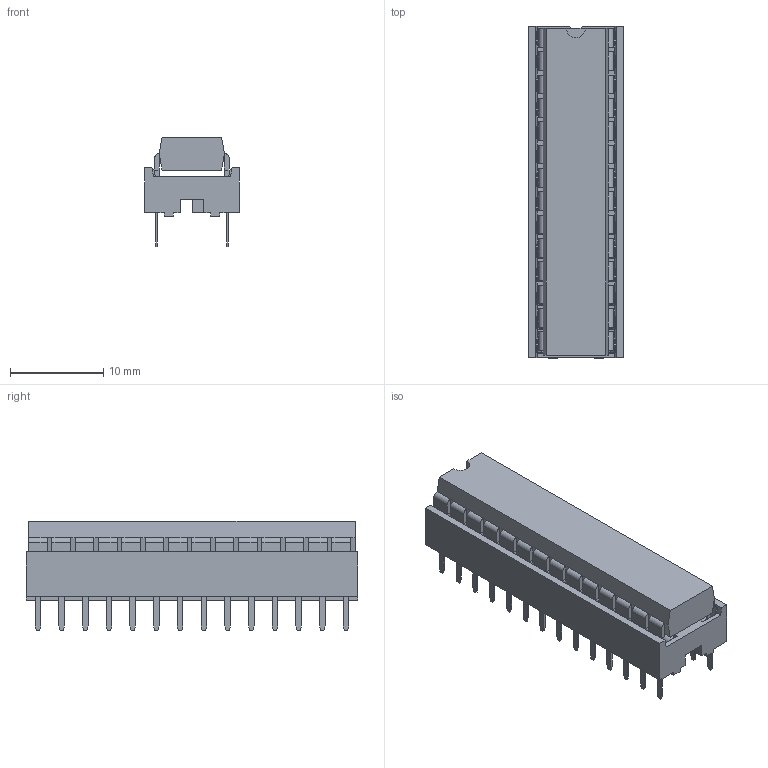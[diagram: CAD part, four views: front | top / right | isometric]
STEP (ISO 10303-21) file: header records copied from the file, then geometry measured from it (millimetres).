
FILE_DESCRIPTION(/* description */ (''),/* implementation_level */ '2;1');
FILE_NAME(/* name */ '',/* time_stamp */ '2024-10-19T16:31:59+09:00',/* author */ (''),/* organization */ (''),/* preprocessor_version */ 'ST-DEVELOPER v20',/* originating_system */ 'Autodesk Translation Framework v13.20.0.188',/* authorisation */ '');
FILE_SCHEMA (('AUTOMOTIVE_DESIGN { 1 0 10303 214 3 1 1 }'));
Length unit declared in the file: millimetre
Products named in the file (32): TJ3Bマイコン; DIP-28_W7.62mm_Leaf_Socket; Pin one L; Pin Clone L 02; Pin Clone L 03; Pin Clone L 04; Pin Clone L 05; Pin Clone L 06; Pin Clone L 07; Pin Clone L 08; Pin Clone L 09; Pin Clone L 10; Pin Clone L 11; Pin Clone L 12; Pin Clone L 13; Pin Clone L 14; Pin Clone R 15; Pin Clone R 16; Pin Clone R 17; Pin Clone R 18; Pin Clone R 19; Pin Clone R 20; Pin Clone R 21; Pin Clone R 22; Pin Clone R 23; Pin Clone R 24; Pin Clone R 25; Pin Clone R 26; Pin Clone R 27; Pin Clone R 28; Plastic Body; TJ3Bマイコン本体
Assembly tree (31 placements, depth 3):
  TJ3Bマイコン
    DIP-28_W7.62mm_Leaf_Socket
      Pin one L
      Pin Clone L 02
      Pin Clone L 03
      Pin Clone L 04
      Pin Clone L 05
      Pin Clone L 06
      Pin Clone L 07
      Pin Clone L 08
      Pin Clone L 09
      Pin Clone L 10
      Pin Clone L 11
      Pin Clone L 12
      Pin Clone L 13
      Pin Clone L 14
      Pin Clone R 15
      Pin Clone R 16
      Pin Clone R 17
      Pin Clone R 18
      Pin Clone R 19
      Pin Clone R 20
      Pin Clone R 21
      Pin Clone R 22
      Pin Clone R 23
      Pin Clone R 24
      Pin Clone R 25
      Pin Clone R 26
      Pin Clone R 27
      Pin Clone R 28
      Plastic Body
      TJ3Bマイコン本体
Bounding box: 10.16 x 35.56 x 11.7 mm (x, y, z)
Volume: 1872.6 mm3; surface area: 4362.8 mm2
Topology: 58 solids, 58 shells, 1950 faces, 5590 edges, 3670 vertices
Faces by surface type: plane 1528, cylinder 422
Entity records: 64452 total; most frequent: CARTESIAN_POINT 11273, ORIENTED_EDGE 11180, DIRECTION 10684, EDGE_CURVE 5590, LINE 4522, VECTOR 4522, VERTEX_POINT 3670, AXIS2_PLACEMENT_3D 3081
